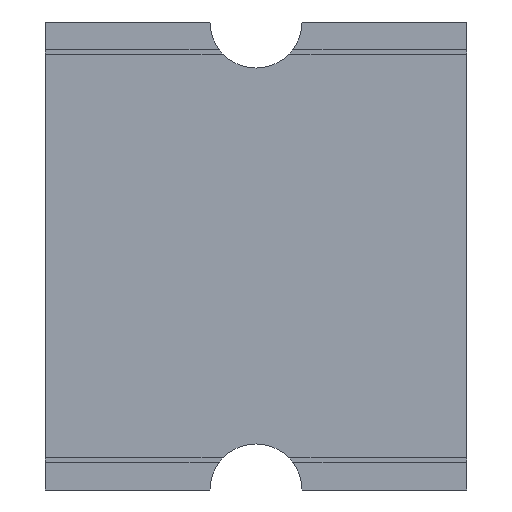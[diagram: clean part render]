
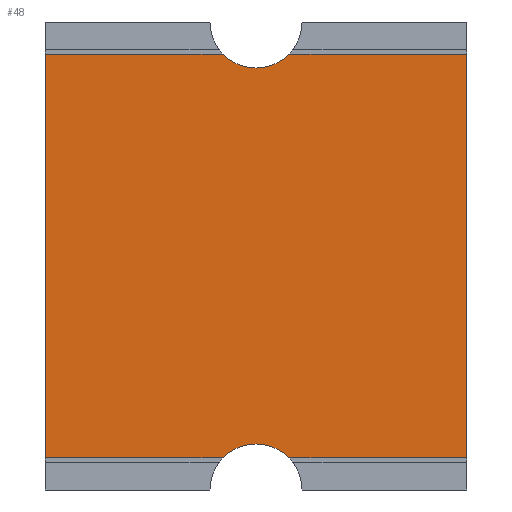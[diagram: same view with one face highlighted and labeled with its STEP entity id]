
A CAD part, front view. The second image highlights one B-rep face of the part: STEP entity #48.
In plain terms, the highlighted planar face has unit normal (0, -1, 0).
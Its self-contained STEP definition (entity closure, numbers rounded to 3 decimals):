
#48=ADVANCED_FACE('',(#95),#96,.F.);
#95=FACE_OUTER_BOUND('',#183,.T.);
#96=PLANE('',#184);
#183=EDGE_LOOP('',(#297,#298,#299,#300,#301,#302,#303,#304,#305,#306));
#184=AXIS2_PLACEMENT_3D('',#307,#308,#309);
#297=ORIENTED_EDGE('',*,*,#675,.F.);
#298=ORIENTED_EDGE('',*,*,#676,.T.);
#299=ORIENTED_EDGE('',*,*,#677,.F.);
#300=ORIENTED_EDGE('',*,*,#674,.F.);
#301=ORIENTED_EDGE('',*,*,#678,.T.);
#302=ORIENTED_EDGE('',*,*,#679,.F.);
#303=ORIENTED_EDGE('',*,*,#680,.F.);
#304=ORIENTED_EDGE('',*,*,#652,.F.);
#305=ORIENTED_EDGE('',*,*,#681,.F.);
#306=ORIENTED_EDGE('',*,*,#682,.F.);
#307=CARTESIAN_POINT('',(0.0,0.0,0.0));
#308=DIRECTION('',(-0.0,1.0,0.0));
#309=DIRECTION('',(1.0,0.0,0.0));
#652=EDGE_CURVE('',#777,#780,#781,.T.);
#674=EDGE_CURVE('',#822,#802,#824,.T.);
#675=EDGE_CURVE('',#825,#826,#827,.T.);
#676=EDGE_CURVE('',#825,#828,#829,.T.);
#677=EDGE_CURVE('',#802,#828,#830,.T.);
#678=EDGE_CURVE('',#822,#831,#832,.T.);
#679=EDGE_CURVE('',#833,#831,#834,.T.);
#680=EDGE_CURVE('',#780,#833,#835,.T.);
#681=EDGE_CURVE('',#836,#777,#837,.T.);
#682=EDGE_CURVE('',#826,#836,#838,.T.);
#777=VERTEX_POINT('',#987);
#780=VERTEX_POINT('',#991);
#781=CIRCLE('',#992,0.5);
#802=VERTEX_POINT('',#1018);
#822=VERTEX_POINT('',#1043);
#824=CIRCLE('',#1046,0.5);
#825=VERTEX_POINT('',#1047);
#826=VERTEX_POINT('',#1048);
#827=LINE('',#1049,#1050);
#828=VERTEX_POINT('',#1051);
#829=LINE('',#1052,#1053);
#830=CIRCLE('',#1054,0.5);
#831=VERTEX_POINT('',#1055);
#832=LINE('',#1056,#1057);
#833=VERTEX_POINT('',#1058);
#834=LINE('',#1059,#1060);
#835=LINE('',#1061,#1062);
#836=VERTEX_POINT('',#1063);
#837=CIRCLE('',#1064,0.5);
#838=LINE('',#1065,#1066);
#987=CARTESIAN_POINT('',(0.,0.0,2.04));
#991=CARTESIAN_POINT('',(0.357,0.0,2.19));
#992=AXIS2_PLACEMENT_3D('',#1300,#1301,#1302);
#1018=CARTESIAN_POINT('',(0.,0.0,-2.04));
#1043=CARTESIAN_POINT('',(0.357,0.0,-2.19));
#1046=AXIS2_PLACEMENT_3D('',#1344,#1345,#1346);
#1047=CARTESIAN_POINT('',(-2.288,0.0,-2.19));
#1048=CARTESIAN_POINT('',(-2.288,0.0,2.19));
#1049=CARTESIAN_POINT('',(-2.288,0.0,-2.19));
#1050=VECTOR('',#1347,4.38);
#1051=CARTESIAN_POINT('',(-0.357,0.0,-2.19));
#1052=CARTESIAN_POINT('',(-2.288,0.0,-2.19));
#1053=VECTOR('',#1348,1.93);
#1054=AXIS2_PLACEMENT_3D('',#1349,#1350,#1351);
#1055=CARTESIAN_POINT('',(2.288,0.0,-2.19));
#1056=CARTESIAN_POINT('',(0.357,0.0,-2.19));
#1057=VECTOR('',#1352,1.93);
#1058=CARTESIAN_POINT('',(2.288,0.0,2.19));
#1059=CARTESIAN_POINT('',(2.288,0.0,2.19));
#1060=VECTOR('',#1353,4.38);
#1061=CARTESIAN_POINT('',(0.357,0.0,2.19));
#1062=VECTOR('',#1354,1.93);
#1063=CARTESIAN_POINT('',(-0.357,0.0,2.19));
#1064=AXIS2_PLACEMENT_3D('',#1355,#1356,#1357);
#1065=CARTESIAN_POINT('',(-2.288,0.0,2.19));
#1066=VECTOR('',#1358,1.93);
#1300=CARTESIAN_POINT('',(0.0,0.0,2.54));
#1301=DIRECTION('',(0.0,-1.0,-0.0));
#1302=DIRECTION('',(-0.714,0.0,-0.7));
#1344=CARTESIAN_POINT('',(0.0,0.0,-2.54));
#1345=DIRECTION('',(0.0,-1.0,0.0));
#1346=DIRECTION('',(0.714,0.0,0.7));
#1347=DIRECTION('',(0.0,0.0,1.0));
#1348=DIRECTION('',(1.0,0.0,0.0));
#1349=CARTESIAN_POINT('',(0.0,0.0,-2.54));
#1350=DIRECTION('',(0.0,-1.0,0.0));
#1351=DIRECTION('',(0.714,0.0,0.7));
#1352=DIRECTION('',(1.0,0.0,0.0));
#1353=DIRECTION('',(0.0,0.0,-1.0));
#1354=DIRECTION('',(1.0,0.0,0.0));
#1355=CARTESIAN_POINT('',(0.0,0.0,2.54));
#1356=DIRECTION('',(0.0,-1.0,-0.0));
#1357=DIRECTION('',(-0.714,0.0,-0.7));
#1358=DIRECTION('',(1.0,0.0,0.0));
